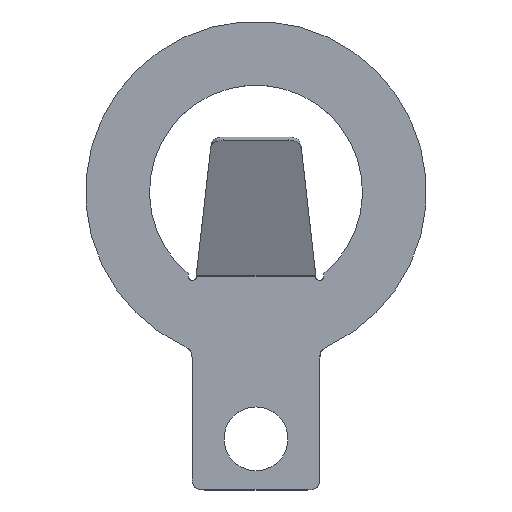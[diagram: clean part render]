
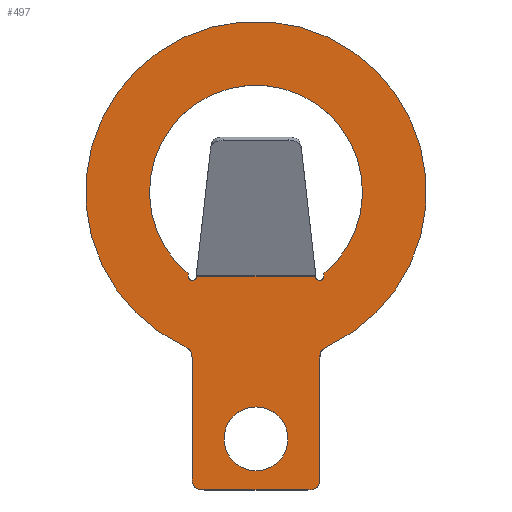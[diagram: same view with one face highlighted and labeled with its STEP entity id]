
A CAD part, top view. The second image highlights one B-rep face of the part: STEP entity #497.
In plain terms, the highlighted planar face has unit normal (0, 0, 1).
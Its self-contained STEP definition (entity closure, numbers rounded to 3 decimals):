
#21=FACE_BOUND('',#180,.T.);
#22=FACE_BOUND('',#181,.T.);
#29=LINE('',#862,#62);
#46=LINE('',#1286,#79);
#47=LINE('',#1290,#80);
#50=LINE('',#1296,#83);
#51=LINE('',#1297,#84);
#52=LINE('',#1303,#85);
#62=VECTOR('',#585,10.);
#79=VECTOR('',#632,10.);
#80=VECTOR('',#635,10.);
#83=VECTOR('',#644,10.);
#84=VECTOR('',#645,10.);
#85=VECTOR('',#650,10.);
#101=PLANE('',#546);
#106=CIRCLE('',#521,4.);
#115=CIRCLE('',#545,0.1);
#116=CIRCLE('',#547,0.75);
#117=CIRCLE('',#548,2.5);
#118=CIRCLE('',#549,0.1);
#148=FACE_OUTER_BOUND('',#179,.T.);
#179=EDGE_LOOP('',(#430,#431,#432,#433,#434,#435,#436,#437));
#180=EDGE_LOOP('',(#438));
#181=EDGE_LOOP('',(#439,#440,#441,#442,#443,#444));
#190=B_SPLINE_CURVE_WITH_KNOTS('',3,(#721,#722,#723,#724,#725,#726,#727,
#728,#729,#730,#731,#732,#733),.UNSPECIFIED.,.F.,.F.,(4,3,3,3,4),(0.,0.007,
0.02,0.034,0.047),.UNSPECIFIED.);
#193=B_SPLINE_CURVE_WITH_KNOTS('',3,(#777,#778,#779,#780,#781,#782,#783,
#784,#785,#786,#787,#788,#789),.UNSPECIFIED.,.F.,.F.,(4,3,3,3,4),(0.,0.01,
0.029,0.049,0.068),.UNSPECIFIED.);
#200=B_SPLINE_CURVE_WITH_KNOTS('',3,(#896,#897,#898,#899,#900,#901,#902,
#903,#904,#905,#906,#907,#908),.UNSPECIFIED.,.F.,.F.,(4,3,3,3,4),(0.,0.01,
0.029,0.049,0.068),.UNSPECIFIED.);
#202=B_SPLINE_CURVE_WITH_KNOTS('',3,(#942,#943,#944,#945,#946,#947,#948,
#949,#950,#951,#952,#953,#954),.UNSPECIFIED.,.F.,.F.,(4,3,3,3,4),(0.,0.014,
0.027,0.041,0.047),.UNSPECIFIED.);
#214=VERTEX_POINT('',#715);
#215=VERTEX_POINT('',#720);
#217=VERTEX_POINT('',#741);
#218=VERTEX_POINT('',#775);
#219=VERTEX_POINT('',#776);
#232=VERTEX_POINT('',#861);
#233=VERTEX_POINT('',#895);
#234=VERTEX_POINT('',#941);
#249=VERTEX_POINT('',#1277);
#250=VERTEX_POINT('',#1281);
#251=VERTEX_POINT('',#1288);
#252=VERTEX_POINT('',#1289);
#253=VERTEX_POINT('',#1298);
#254=VERTEX_POINT('',#1300);
#255=VERTEX_POINT('',#1302);
#258=EDGE_CURVE('',#214,#215,#190,.T.);
#262=EDGE_CURVE('',#214,#217,#106,.T.);
#263=EDGE_CURVE('',#218,#219,#193,.T.);
#279=EDGE_CURVE('',#232,#219,#29,.T.);
#281=EDGE_CURVE('',#232,#233,#200,.T.);
#283=EDGE_CURVE('',#234,#217,#202,.T.);
#313=EDGE_CURVE('',#249,#250,#46,.T.);
#314=EDGE_CURVE('',#251,#252,#47,.T.);
#317=EDGE_CURVE('',#250,#251,#115,.T.);
#318=EDGE_CURVE('',#218,#215,#50,.T.);
#319=EDGE_CURVE('',#234,#233,#51,.T.);
#320=EDGE_CURVE('',#253,#253,#116,.T.);
#321=EDGE_CURVE('',#252,#254,#117,.T.);
#322=EDGE_CURVE('',#254,#255,#52,.T.);
#323=EDGE_CURVE('',#255,#249,#118,.T.);
#430=ORIENTED_EDGE('',*,*,#263,.F.);
#431=ORIENTED_EDGE('',*,*,#318,.T.);
#432=ORIENTED_EDGE('',*,*,#258,.F.);
#433=ORIENTED_EDGE('',*,*,#262,.T.);
#434=ORIENTED_EDGE('',*,*,#283,.F.);
#435=ORIENTED_EDGE('',*,*,#319,.T.);
#436=ORIENTED_EDGE('',*,*,#281,.F.);
#437=ORIENTED_EDGE('',*,*,#279,.T.);
#438=ORIENTED_EDGE('',*,*,#320,.T.);
#439=ORIENTED_EDGE('',*,*,#317,.T.);
#440=ORIENTED_EDGE('',*,*,#314,.T.);
#441=ORIENTED_EDGE('',*,*,#321,.T.);
#442=ORIENTED_EDGE('',*,*,#322,.T.);
#443=ORIENTED_EDGE('',*,*,#323,.T.);
#444=ORIENTED_EDGE('',*,*,#313,.T.);
#497=ADVANCED_FACE('',(#148,#21,#22),#101,.T.);
#521=AXIS2_PLACEMENT_3D('',#746,#565,#566);
#545=AXIS2_PLACEMENT_3D('',#1294,#640,#641);
#546=AXIS2_PLACEMENT_3D('',#1295,#642,#643);
#547=AXIS2_PLACEMENT_3D('',#1299,#646,#647);
#548=AXIS2_PLACEMENT_3D('',#1301,#648,#649);
#549=AXIS2_PLACEMENT_3D('',#1304,#651,#652);
#565=DIRECTION('center_axis',(0.,0.,1.));
#566=DIRECTION('ref_axis',(1.,0.,0.));
#585=DIRECTION('',(1.,0.,0.));
#632=DIRECTION('',(-1.,0.,0.));
#635=DIRECTION('',(0.,1.,0.));
#640=DIRECTION('center_axis',(0.,0.,-1.));
#641=DIRECTION('ref_axis',(1.,0.,0.));
#642=DIRECTION('center_axis',(0.,0.,1.));
#643=DIRECTION('ref_axis',(1.,0.,0.));
#644=DIRECTION('',(0.,1.,0.));
#645=DIRECTION('',(0.,-1.,0.));
#646=DIRECTION('center_axis',(0.,0.,-1.));
#647=DIRECTION('ref_axis',(1.,0.,0.));
#648=DIRECTION('center_axis',(0.,0.,-1.));
#649=DIRECTION('ref_axis',(1.,0.,0.));
#650=DIRECTION('',(0.,-1.,0.));
#651=DIRECTION('center_axis',(0.,0.,-1.));
#652=DIRECTION('ref_axis',(-1.,0.,0.));
#715=CARTESIAN_POINT('',(1.674,-3.633,0.2));
#720=CARTESIAN_POINT('',(1.5,-3.905,0.2));
#721=CARTESIAN_POINT('Ctrl Pts',(1.674,-3.633,0.2));
#722=CARTESIAN_POINT('Ctrl Pts',(1.651,-3.644,0.2));
#723=CARTESIAN_POINT('Ctrl Pts',(1.632,-3.654,0.2));
#724=CARTESIAN_POINT('Ctrl Pts',(1.616,-3.663,0.2));
#725=CARTESIAN_POINT('Ctrl Pts',(1.584,-3.682,0.2));
#726=CARTESIAN_POINT('Ctrl Pts',(1.563,-3.7,0.2));
#727=CARTESIAN_POINT('Ctrl Pts',(1.547,-3.72,0.2));
#728=CARTESIAN_POINT('Ctrl Pts',(1.531,-3.741,0.2));
#729=CARTESIAN_POINT('Ctrl Pts',(1.52,-3.763,0.2));
#730=CARTESIAN_POINT('Ctrl Pts',(1.512,-3.791,0.2));
#731=CARTESIAN_POINT('Ctrl Pts',(1.504,-3.819,0.2));
#732=CARTESIAN_POINT('Ctrl Pts',(1.5,-3.853,0.2));
#733=CARTESIAN_POINT('Ctrl Pts',(1.5,-3.905,0.2));
#741=CARTESIAN_POINT('',(-1.674,-3.633,0.2));
#746=CARTESIAN_POINT('Origin',(0.,0.,0.2));
#775=CARTESIAN_POINT('',(1.5,-6.7,0.2));
#776=CARTESIAN_POINT('',(1.2,-7.,0.2));
#777=CARTESIAN_POINT('Ctrl Pts',(1.5,-6.7,0.2));
#778=CARTESIAN_POINT('Ctrl Pts',(1.5,-6.734,0.2));
#779=CARTESIAN_POINT('Ctrl Pts',(1.498,-6.764,0.2));
#780=CARTESIAN_POINT('Ctrl Pts',(1.494,-6.79,0.2));
#781=CARTESIAN_POINT('Ctrl Pts',(1.487,-6.842,0.2));
#782=CARTESIAN_POINT('Ctrl Pts',(1.472,-6.881,0.2));
#783=CARTESIAN_POINT('Ctrl Pts',(1.45,-6.911,0.2));
#784=CARTESIAN_POINT('Ctrl Pts',(1.428,-6.941,0.2));
#785=CARTESIAN_POINT('Ctrl Pts',(1.398,-6.963,0.2));
#786=CARTESIAN_POINT('Ctrl Pts',(1.359,-6.977,0.2));
#787=CARTESIAN_POINT('Ctrl Pts',(1.319,-6.992,0.2));
#788=CARTESIAN_POINT('Ctrl Pts',(1.269,-7.,0.2));
#789=CARTESIAN_POINT('Ctrl Pts',(1.2,-7.,0.2));
#861=CARTESIAN_POINT('',(-1.2,-7.,0.2));
#862=CARTESIAN_POINT('',(1.5,-7.,0.2));
#895=CARTESIAN_POINT('',(-1.5,-6.7,0.2));
#896=CARTESIAN_POINT('Ctrl Pts',(-1.2,-7.,0.2));
#897=CARTESIAN_POINT('Ctrl Pts',(-1.234,-7.,0.2));
#898=CARTESIAN_POINT('Ctrl Pts',(-1.264,-6.998,0.2));
#899=CARTESIAN_POINT('Ctrl Pts',(-1.29,-6.994,0.2));
#900=CARTESIAN_POINT('Ctrl Pts',(-1.342,-6.987,0.2));
#901=CARTESIAN_POINT('Ctrl Pts',(-1.381,-6.972,0.2));
#902=CARTESIAN_POINT('Ctrl Pts',(-1.411,-6.95,0.2));
#903=CARTESIAN_POINT('Ctrl Pts',(-1.441,-6.928,0.2));
#904=CARTESIAN_POINT('Ctrl Pts',(-1.463,-6.898,0.2));
#905=CARTESIAN_POINT('Ctrl Pts',(-1.477,-6.859,0.2));
#906=CARTESIAN_POINT('Ctrl Pts',(-1.492,-6.819,0.2));
#907=CARTESIAN_POINT('Ctrl Pts',(-1.5,-6.769,0.2));
#908=CARTESIAN_POINT('Ctrl Pts',(-1.5,-6.7,0.2));
#941=CARTESIAN_POINT('',(-1.5,-3.905,0.2));
#942=CARTESIAN_POINT('Ctrl Pts',(-1.5,-3.905,0.2));
#943=CARTESIAN_POINT('Ctrl Pts',(-1.5,-3.853,0.2));
#944=CARTESIAN_POINT('Ctrl Pts',(-1.504,-3.819,0.2));
#945=CARTESIAN_POINT('Ctrl Pts',(-1.512,-3.791,0.2));
#946=CARTESIAN_POINT('Ctrl Pts',(-1.52,-3.763,0.2));
#947=CARTESIAN_POINT('Ctrl Pts',(-1.531,-3.741,0.2));
#948=CARTESIAN_POINT('Ctrl Pts',(-1.547,-3.72,0.2));
#949=CARTESIAN_POINT('Ctrl Pts',(-1.563,-3.7,0.2));
#950=CARTESIAN_POINT('Ctrl Pts',(-1.584,-3.682,0.2));
#951=CARTESIAN_POINT('Ctrl Pts',(-1.616,-3.663,0.2));
#952=CARTESIAN_POINT('Ctrl Pts',(-1.632,-3.654,0.2));
#953=CARTESIAN_POINT('Ctrl Pts',(-1.651,-3.644,0.2));
#954=CARTESIAN_POINT('Ctrl Pts',(-1.674,-3.633,0.2));
#1277=CARTESIAN_POINT('',(1.393,-1.979,0.2));
#1281=CARTESIAN_POINT('',(-1.393,-1.979,0.2));
#1286=CARTESIAN_POINT('',(0.696,-1.979,0.2));
#1288=CARTESIAN_POINT('',(-1.593,-1.979,0.2));
#1289=CARTESIAN_POINT('',(-1.593,-1.927,0.2));
#1290=CARTESIAN_POINT('',(-1.593,-2.417,0.2));
#1294=CARTESIAN_POINT('Origin',(-1.493,-1.979,0.2));
#1295=CARTESIAN_POINT('Origin',(0.,-2.854,
0.2));
#1296=CARTESIAN_POINT('',(1.5,4.,0.2));
#1297=CARTESIAN_POINT('',(-1.5,-7.,0.2));
#1298=CARTESIAN_POINT('',(-0.75,-5.8,0.2));
#1299=CARTESIAN_POINT('Origin',(0.,-5.8,0.2));
#1300=CARTESIAN_POINT('',(1.593,-1.927,0.2));
#1301=CARTESIAN_POINT('Origin',(0.,0.,0.2));
#1302=CARTESIAN_POINT('',(1.593,-1.979,0.2));
#1303=CARTESIAN_POINT('',(1.593,-2.39,0.2));
#1304=CARTESIAN_POINT('Origin',(1.493,-1.979,0.2));
